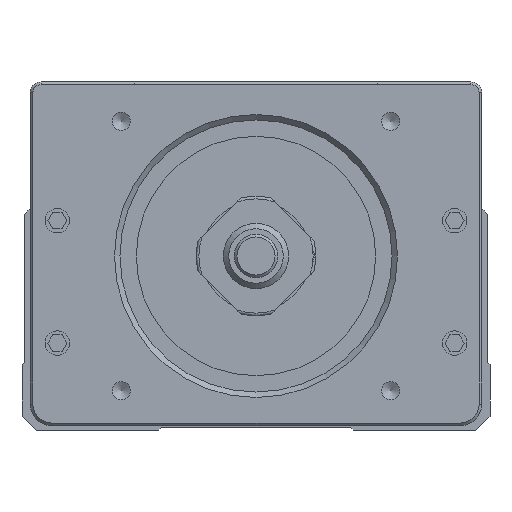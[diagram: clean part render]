
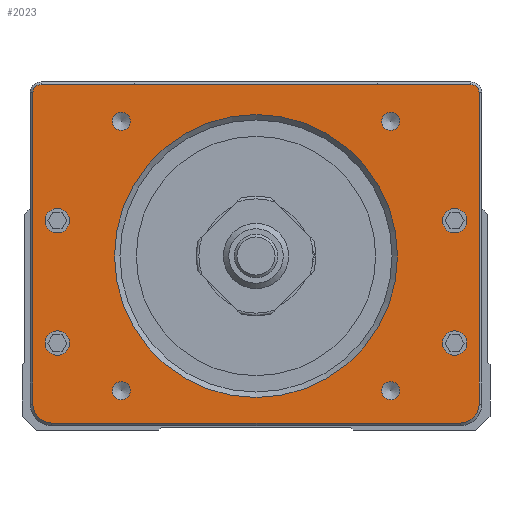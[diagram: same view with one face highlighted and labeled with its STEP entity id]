
A CAD part, front view. The second image highlights one B-rep face of the part: STEP entity #2023.
In plain terms, the highlighted planar face has unit normal (0, -1, 0).
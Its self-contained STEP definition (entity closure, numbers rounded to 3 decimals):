
#2023=ADVANCED_FACE('',(#3570,#3571,#3572,#3573,#3574,#3575,#3576,#3577,
#3578,#3579),#2965,.F.);
#2965=PLANE('',#20109);
#3570=FACE_BOUND('',#4578,.T.);
#3571=FACE_BOUND('',#4579,.T.);
#3572=FACE_BOUND('',#4580,.T.);
#3573=FACE_BOUND('',#4581,.T.);
#3574=FACE_BOUND('',#4582,.T.);
#3575=FACE_BOUND('',#4583,.T.);
#3576=FACE_BOUND('',#4584,.T.);
#3577=FACE_BOUND('',#4585,.T.);
#3578=FACE_BOUND('',#4586,.T.);
#3579=FACE_BOUND('',#4587,.T.);
#4578=EDGE_LOOP('',(#8678));
#4579=EDGE_LOOP('',(#8679));
#4580=EDGE_LOOP('',(#8680));
#4581=EDGE_LOOP('',(#8681));
#4582=EDGE_LOOP('',(#8682));
#4583=EDGE_LOOP('',(#8683,#8684,#8685,#8686,#8687,#8688,#8689,#8690));
#4584=EDGE_LOOP('',(#8691));
#4585=EDGE_LOOP('',(#8692));
#4586=EDGE_LOOP('',(#8693));
#4587=EDGE_LOOP('',(#8694));
#5689=CIRCLE('',#20096,26.);
#5690=CIRCLE('',#20097,1.65);
#5691=CIRCLE('',#20098,1.65);
#5692=CIRCLE('',#20099,1.65);
#5693=CIRCLE('',#20100,1.65);
#5694=CIRCLE('',#20101,1.5);
#5695=CIRCLE('',#20102,1.5);
#5696=CIRCLE('',#20103,3.5);
#5697=CIRCLE('',#20104,3.5);
#5698=CIRCLE('',#20105,2.25);
#5699=CIRCLE('',#20106,2.25);
#5700=CIRCLE('',#20107,2.25);
#5701=CIRCLE('',#20108,2.25);
#8678=ORIENTED_EDGE('',*,*,#14486,.T.);
#8679=ORIENTED_EDGE('',*,*,#14487,.T.);
#8680=ORIENTED_EDGE('',*,*,#14488,.T.);
#8681=ORIENTED_EDGE('',*,*,#14489,.T.);
#8682=ORIENTED_EDGE('',*,*,#14490,.T.);
#8683=ORIENTED_EDGE('',*,*,#14491,.T.);
#8684=ORIENTED_EDGE('',*,*,#14492,.T.);
#8685=ORIENTED_EDGE('',*,*,#14493,.T.);
#8686=ORIENTED_EDGE('',*,*,#14494,.T.);
#8687=ORIENTED_EDGE('',*,*,#14495,.T.);
#8688=ORIENTED_EDGE('',*,*,#14496,.T.);
#8689=ORIENTED_EDGE('',*,*,#14497,.T.);
#8690=ORIENTED_EDGE('',*,*,#14498,.T.);
#8691=ORIENTED_EDGE('',*,*,#14499,.T.);
#8692=ORIENTED_EDGE('',*,*,#14500,.T.);
#8693=ORIENTED_EDGE('',*,*,#14501,.T.);
#8694=ORIENTED_EDGE('',*,*,#14502,.T.);
#12264=VERTEX_POINT('',#30141);
#12265=VERTEX_POINT('',#30143);
#12266=VERTEX_POINT('',#30145);
#12267=VERTEX_POINT('',#30147);
#12268=VERTEX_POINT('',#30149);
#12269=VERTEX_POINT('',#30151);
#12270=VERTEX_POINT('',#30152);
#12271=VERTEX_POINT('',#30154);
#12272=VERTEX_POINT('',#30156);
#12273=VERTEX_POINT('',#30158);
#12274=VERTEX_POINT('',#30160);
#12275=VERTEX_POINT('',#30162);
#12276=VERTEX_POINT('',#30164);
#12277=VERTEX_POINT('',#30167);
#12278=VERTEX_POINT('',#30169);
#12279=VERTEX_POINT('',#30171);
#12280=VERTEX_POINT('',#30173);
#14486=EDGE_CURVE('',#12264,#12264,#5689,.T.);
#14487=EDGE_CURVE('',#12265,#12265,#5690,.T.);
#14488=EDGE_CURVE('',#12266,#12266,#5691,.T.);
#14489=EDGE_CURVE('',#12267,#12267,#5692,.T.);
#14490=EDGE_CURVE('',#12268,#12268,#5693,.T.);
#14491=EDGE_CURVE('',#12269,#12270,#16684,.T.);
#14492=EDGE_CURVE('',#12270,#12271,#5694,.T.);
#14493=EDGE_CURVE('',#12271,#12272,#16685,.T.);
#14494=EDGE_CURVE('',#12272,#12273,#5695,.T.);
#14495=EDGE_CURVE('',#12273,#12274,#16686,.T.);
#14496=EDGE_CURVE('',#12274,#12275,#5696,.T.);
#14497=EDGE_CURVE('',#12275,#12276,#16687,.T.);
#14498=EDGE_CURVE('',#12276,#12269,#5697,.T.);
#14499=EDGE_CURVE('',#12277,#12277,#5698,.T.);
#14500=EDGE_CURVE('',#12278,#12278,#5699,.T.);
#14501=EDGE_CURVE('',#12279,#12279,#5700,.T.);
#14502=EDGE_CURVE('',#12280,#12280,#5701,.T.);
#16684=LINE('',#30150,#18535);
#16685=LINE('',#30155,#18536);
#16686=LINE('',#30159,#18537);
#16687=LINE('',#30163,#18538);
#18535=VECTOR('',#23688,1.);
#18536=VECTOR('',#23691,1.);
#18537=VECTOR('',#23694,1.);
#18538=VECTOR('',#23697,1.);
#20096=AXIS2_PLACEMENT_3D('',#30140,#23678,#23679);
#20097=AXIS2_PLACEMENT_3D('',#30142,#23680,#23681);
#20098=AXIS2_PLACEMENT_3D('',#30144,#23682,#23683);
#20099=AXIS2_PLACEMENT_3D('',#30146,#23684,#23685);
#20100=AXIS2_PLACEMENT_3D('',#30148,#23686,#23687);
#20101=AXIS2_PLACEMENT_3D('',#30153,#23689,#23690);
#20102=AXIS2_PLACEMENT_3D('',#30157,#23692,#23693);
#20103=AXIS2_PLACEMENT_3D('',#30161,#23695,#23696);
#20104=AXIS2_PLACEMENT_3D('',#30165,#23698,#23699);
#20105=AXIS2_PLACEMENT_3D('',#30166,#23700,#23701);
#20106=AXIS2_PLACEMENT_3D('',#30168,#23702,#23703);
#20107=AXIS2_PLACEMENT_3D('',#30170,#23704,#23705);
#20108=AXIS2_PLACEMENT_3D('',#30172,#23706,#23707);
#20109=AXIS2_PLACEMENT_3D('',#30174,#23708,#23709);
#23678=DIRECTION('',(0.,1.,0.));
#23679=DIRECTION('',(0.,0.,1.));
#23680=DIRECTION('',(0.,1.,0.));
#23681=DIRECTION('',(0.,0.,1.));
#23682=DIRECTION('',(0.,1.,0.));
#23683=DIRECTION('',(0.,0.,1.));
#23684=DIRECTION('',(0.,1.,0.));
#23685=DIRECTION('',(0.,0.,1.));
#23686=DIRECTION('',(0.,1.,0.));
#23687=DIRECTION('',(0.,0.,1.));
#23688=DIRECTION('',(0.,0.,1.));
#23689=DIRECTION('',(0.,-1.,0.));
#23690=DIRECTION('',(0.,0.,1.));
#23691=DIRECTION('',(-1.,0.,0.));
#23692=DIRECTION('',(0.,-1.,0.));
#23693=DIRECTION('',(0.,0.,1.));
#23694=DIRECTION('',(0.,0.,-1.));
#23695=DIRECTION('',(0.,-1.,0.));
#23696=DIRECTION('',(0.,0.,1.));
#23697=DIRECTION('',(1.,0.,0.));
#23698=DIRECTION('',(0.,-1.,0.));
#23699=DIRECTION('',(0.,0.,1.));
#23700=DIRECTION('',(0.,1.,0.));
#23701=DIRECTION('',(0.,0.,1.));
#23702=DIRECTION('',(0.,1.,0.));
#23703=DIRECTION('',(0.,0.,1.));
#23704=DIRECTION('',(0.,1.,0.));
#23705=DIRECTION('',(0.,0.,1.));
#23706=DIRECTION('',(0.,1.,0.));
#23707=DIRECTION('',(0.,0.,1.));
#23708=DIRECTION('',(0.,1.,0.));
#23709=DIRECTION('',(0.,0.,-1.));
#30140=CARTESIAN_POINT('',(0.,-236.633,32.));
#30141=CARTESIAN_POINT('',(0.,-236.633,58.));
#30142=CARTESIAN_POINT('',(-24.749,-236.633,56.749));
#30143=CARTESIAN_POINT('',(-24.749,-236.633,58.399));
#30144=CARTESIAN_POINT('',(-24.749,-236.633,7.251));
#30145=CARTESIAN_POINT('',(-24.749,-236.633,8.901));
#30146=CARTESIAN_POINT('',(24.749,-236.633,7.251));
#30147=CARTESIAN_POINT('',(24.749,-236.633,8.901));
#30148=CARTESIAN_POINT('',(24.749,-236.633,56.749));
#30149=CARTESIAN_POINT('',(24.749,-236.633,58.399));
#30150=CARTESIAN_POINT('',(41.,-236.633,60.));
#30151=CARTESIAN_POINT('',(41.,-236.633,4.8));
#30152=CARTESIAN_POINT('',(41.,-236.633,62.));
#30153=CARTESIAN_POINT('',(39.5,-236.633,62.));
#30154=CARTESIAN_POINT('',(39.5,-236.633,63.5));
#30155=CARTESIAN_POINT('',(39.,-236.633,63.5));
#30156=CARTESIAN_POINT('',(-39.5,-236.633,63.5));
#30157=CARTESIAN_POINT('',(-39.5,-236.633,62.));
#30158=CARTESIAN_POINT('',(-41.,-236.633,62.));
#30159=CARTESIAN_POINT('',(-41.,-236.633,60.));
#30160=CARTESIAN_POINT('',(-41.,-236.633,4.8));
#30161=CARTESIAN_POINT('',(-37.5,-236.633,4.8));
#30162=CARTESIAN_POINT('',(-37.5,-236.633,1.3));
#30163=CARTESIAN_POINT('',(39.,-236.633,1.3));
#30164=CARTESIAN_POINT('',(37.5,-236.633,1.3));
#30165=CARTESIAN_POINT('',(37.5,-236.633,4.8));
#30166=CARTESIAN_POINT('',(-36.5,-236.633,38.5));
#30167=CARTESIAN_POINT('',(-36.5,-236.633,40.75));
#30168=CARTESIAN_POINT('',(-36.5,-236.633,16.));
#30169=CARTESIAN_POINT('',(-36.5,-236.633,18.25));
#30170=CARTESIAN_POINT('',(36.5,-236.633,38.5));
#30171=CARTESIAN_POINT('',(36.5,-236.633,40.75));
#30172=CARTESIAN_POINT('',(36.5,-236.633,16.));
#30173=CARTESIAN_POINT('',(36.5,-236.633,18.25));
#30174=CARTESIAN_POINT('',(39.,-236.633,60.));
